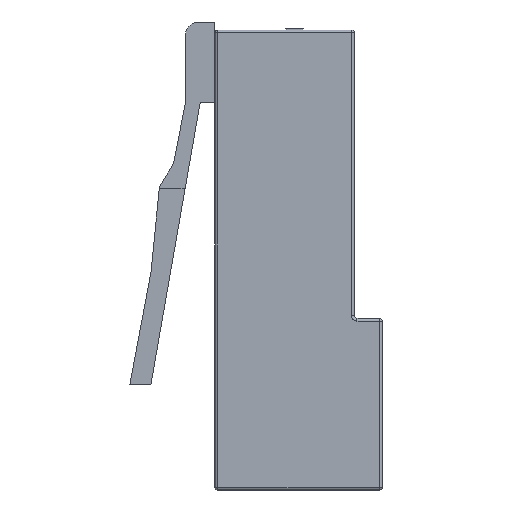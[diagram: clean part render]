
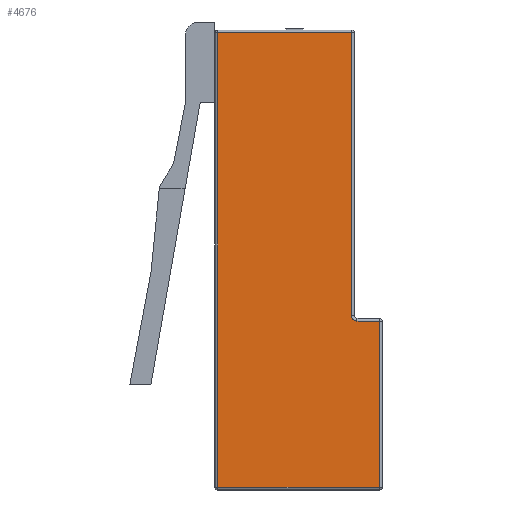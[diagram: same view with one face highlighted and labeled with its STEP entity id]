
A CAD part, left-side view. The second image highlights one B-rep face of the part: STEP entity #4676.
In plain terms, the highlighted planar face has unit normal (-1, 0, 0).
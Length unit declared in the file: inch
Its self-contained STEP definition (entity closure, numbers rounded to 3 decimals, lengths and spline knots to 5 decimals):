
#3760 = CARTESIAN_POINT ( 'NONE',  ( -0.23, -0.177, 0.005 ) ) ;
#3836 = CARTESIAN_POINT ( 'NONE',  ( -0.23, -0.125, 0.853 ) ) ;
#3858 = CARTESIAN_POINT ( 'NONE',  ( -0.23, 0.125, 0.005 ) ) ;
#3859 = CARTESIAN_POINT ( 'NONE',  ( -0.23, 0.125, 0.853 ) ) ;
#4513 = VERTEX_POINT ( 'NONE', #3760 ) ;
#4566 = ORIENTED_EDGE ( 'NONE', *, *, #4649, .T. ) ;
#4569 = VERTEX_POINT ( 'NONE', #3859 ) ;
#4570 = VERTEX_POINT ( 'NONE', #3858 ) ;
#4580 = VERTEX_POINT ( 'NONE', #3836 ) ;
#4609 = EDGE_LOOP ( 'NONE', ( #4611, #4566, #4674, #4684, #4691, #4680, #4678 ) ) ;
#4611 = ORIENTED_EDGE ( 'NONE', *, *, #4630, .T. ) ;
#4630 = EDGE_CURVE ( 'NONE', #4673, #4580, #4947, .T. ) ;
#4649 = EDGE_CURVE ( 'NONE', #4580, #4569, #4975, .T. ) ;
#4672 = EDGE_CURVE ( 'NONE', #4570, #4513, #5058, .T. ) ;
#4673 = VERTEX_POINT ( 'NONE', #5054 ) ;
#4674 = ORIENTED_EDGE ( 'NONE', *, *, #4675, .T. ) ;
#4675 = EDGE_CURVE ( 'NONE', #4569, #4570, #5053, .T. ) ;
#4676 = ADVANCED_FACE ( 'NONE', ( #5049 ), #5048, .F. ) ;
#4677 = EDGE_CURVE ( 'NONE', #4513, #6563, #5043, .T. ) ;
#4678 = ORIENTED_EDGE ( 'NONE', *, *, #6560, .F. ) ;
#4679 = VERTEX_POINT ( 'NONE', #5039 ) ;
#4680 = ORIENTED_EDGE ( 'NONE', *, *, #6593, .T. ) ;
#4684 = ORIENTED_EDGE ( 'NONE', *, *, #4672, .T. ) ;
#4691 = ORIENTED_EDGE ( 'NONE', *, *, #4677, .T. ) ;
#4945 = VECTOR ( 'NONE', #5004, 39.37008 ) ;
#4946 = CARTESIAN_POINT ( 'NONE',  ( -0.23, -0.125, 0.858 ) ) ;
#4947 = LINE ( 'NONE', #4946, #4945 ) ;
#4975 = LINE ( 'NONE', #5036, #5035 ) ;
#5004 = DIRECTION ( 'NONE',  ( 0., 0., 1. ) ) ;
#5034 = DIRECTION ( 'NONE',  ( 0., 1., 0. ) ) ;
#5035 = VECTOR ( 'NONE', #5034, 39.37008 ) ;
#5036 = CARTESIAN_POINT ( 'NONE',  ( -0.23, 0.13, 0.853 ) ) ;
#5039 = CARTESIAN_POINT ( 'NONE',  ( -0.23, -0.135, 0.31508 ) ) ;
#5040 = DIRECTION ( 'NONE',  ( 0., 0., 1. ) ) ;
#5041 = VECTOR ( 'NONE', #5040, 39.37008 ) ;
#5042 = CARTESIAN_POINT ( 'NONE',  ( -0.23, -0.177, 0.858 ) ) ;
#5043 = LINE ( 'NONE', #5042, #5041 ) ;
#5044 = DIRECTION ( 'NONE',  ( 0., 0., -1. ) ) ;
#5045 = DIRECTION ( 'NONE',  ( 1., 0., 0. ) ) ;
#5046 = CARTESIAN_POINT ( 'NONE',  ( -0.23, 0.13, 0.858 ) ) ;
#5047 = AXIS2_PLACEMENT_3D ( 'NONE', #5046, #5045, #5044 ) ;
#5048 = PLANE ( 'NONE',  #5047 ) ;
#5049 = FACE_OUTER_BOUND ( 'NONE', #4609, .T. ) ;
#5050 = DIRECTION ( 'NONE',  ( 0., 0., -1. ) ) ;
#5051 = VECTOR ( 'NONE', #5050, 39.37008 ) ;
#5052 = CARTESIAN_POINT ( 'NONE',  ( -0.23, 0.125, 0.858 ) ) ;
#5053 = LINE ( 'NONE', #5052, #5051 ) ;
#5054 = CARTESIAN_POINT ( 'NONE',  ( -0.23, -0.125, 0.32508 ) ) ;
#5055 = DIRECTION ( 'NONE',  ( 0., -1., 0. ) ) ;
#5056 = VECTOR ( 'NONE', #5055, 39.37008 ) ;
#5057 = CARTESIAN_POINT ( 'NONE',  ( -0.23, 0.13, 0.005 ) ) ;
#5058 = LINE ( 'NONE', #5057, #5056 ) ;
#5499 = CARTESIAN_POINT ( 'NONE',  ( -0.23, -0.177, 0.31508 ) ) ;
#5500 = DIRECTION ( 'NONE',  ( 0., 0., -1. ) ) ;
#5501 = DIRECTION ( 'NONE',  ( -1., 0., 0. ) ) ;
#5502 = AXIS2_PLACEMENT_3D ( 'NONE', #5507, #5501, #5500 ) ;
#5503 = CIRCLE ( 'NONE', #5502, 0.01 ) ;
#5507 = CARTESIAN_POINT ( 'NONE',  ( -0.23, -0.135, 0.32508 ) ) ;
#5524 = DIRECTION ( 'NONE',  ( 0., 1., 0. ) ) ;
#5525 = VECTOR ( 'NONE', #5524, 39.37008 ) ;
#5526 = CARTESIAN_POINT ( 'NONE',  ( -0.23, 0.13, 0.31508 ) ) ;
#5527 = LINE ( 'NONE', #5526, #5525 ) ;
#6560 = EDGE_CURVE ( 'NONE', #4673, #4679, #5503, .T. ) ;
#6563 = VERTEX_POINT ( 'NONE', #5499 ) ;
#6593 = EDGE_CURVE ( 'NONE', #6563, #4679, #5527, .T. ) ;
